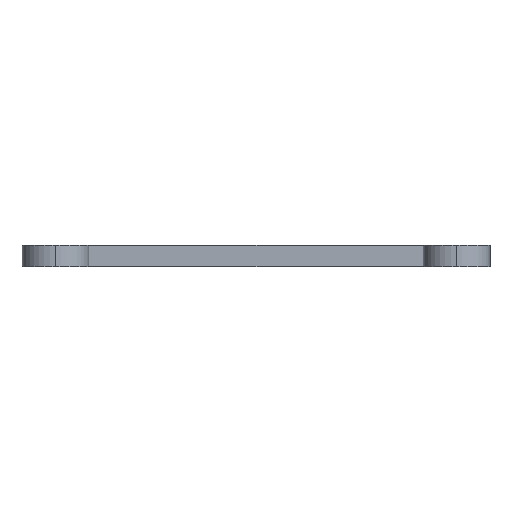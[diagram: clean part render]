
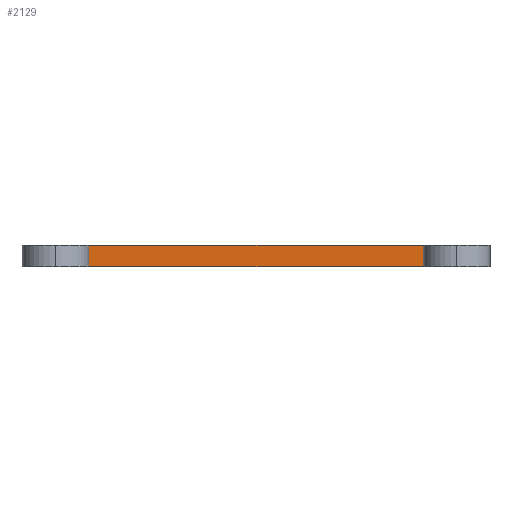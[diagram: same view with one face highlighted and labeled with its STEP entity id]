
A CAD part, front view. The second image highlights one B-rep face of the part: STEP entity #2129.
In plain terms, the highlighted planar face has unit normal (0, -1, 0).
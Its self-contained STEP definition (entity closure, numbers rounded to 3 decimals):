
#83 = PLANE('',#84);
#84 = AXIS2_PLACEMENT_3D('',#85,#86,#87);
#85 = CARTESIAN_POINT('',(148.501,-105.004,1.6));
#86 = DIRECTION('',(0.,0.,1.));
#87 = DIRECTION('',(1.,0.,-0.));
#137 = PLANE('',#138);
#138 = AXIS2_PLACEMENT_3D('',#139,#140,#141);
#139 = CARTESIAN_POINT('',(148.501,-105.004,0.));
#140 = DIRECTION('',(0.,0.,1.));
#141 = DIRECTION('',(1.,0.,-0.));
#419 = VERTEX_POINT('',#420);
#420 = CARTESIAN_POINT('',(135.801,-118.974,0.));
#434 = PLANE('',#435);
#435 = AXIS2_PLACEMENT_3D('',#436,#437,#438);
#436 = CARTESIAN_POINT('',(135.801,-121.514,0.));
#437 = DIRECTION('',(-1.,0.,0.));
#438 = DIRECTION('',(0.,1.,0.));
#446 = EDGE_CURVE('',#419,#447,#449,.T.);
#447 = VERTEX_POINT('',#448);
#448 = CARTESIAN_POINT('',(161.201,-118.974,0.));
#449 = SURFACE_CURVE('',#450,(#454,#461),.PCURVE_S1.);
#450 = LINE('',#451,#452);
#451 = CARTESIAN_POINT('',(135.801,-118.974,0.));
#452 = VECTOR('',#453,1.);
#453 = DIRECTION('',(1.,0.,0.));
#454 = PCURVE('',#137,#455);
#455 = DEFINITIONAL_REPRESENTATION('',(#456),#460);
#456 = LINE('',#457,#458);
#457 = CARTESIAN_POINT('',(-12.7,-13.97));
#458 = VECTOR('',#459,1.);
#459 = DIRECTION('',(1.,0.));
#460 = ( GEOMETRIC_REPRESENTATION_CONTEXT(2) 
PARAMETRIC_REPRESENTATION_CONTEXT() REPRESENTATION_CONTEXT('2D SPACE',''
  ) );
#461 = PCURVE('',#462,#467);
#462 = PLANE('',#463);
#463 = AXIS2_PLACEMENT_3D('',#464,#465,#466);
#464 = CARTESIAN_POINT('',(135.801,-118.974,0.));
#465 = DIRECTION('',(0.,1.,0.));
#466 = DIRECTION('',(1.,0.,0.));
#467 = DEFINITIONAL_REPRESENTATION('',(#468),#472);
#468 = LINE('',#469,#470);
#469 = CARTESIAN_POINT('',(0.,0.));
#470 = VECTOR('',#471,1.);
#471 = DIRECTION('',(1.,0.));
#472 = ( GEOMETRIC_REPRESENTATION_CONTEXT(2) 
PARAMETRIC_REPRESENTATION_CONTEXT() REPRESENTATION_CONTEXT('2D SPACE',''
  ) );
#490 = PLANE('',#491);
#491 = AXIS2_PLACEMENT_3D('',#492,#493,#494);
#492 = CARTESIAN_POINT('',(161.201,-118.974,0.));
#493 = DIRECTION('',(1.,0.,-0.));
#494 = DIRECTION('',(0.,-1.,0.));
#1234 = VERTEX_POINT('',#1235);
#1235 = CARTESIAN_POINT('',(135.801,-118.974,1.6));
#1256 = EDGE_CURVE('',#1234,#1257,#1259,.T.);
#1257 = VERTEX_POINT('',#1258);
#1258 = CARTESIAN_POINT('',(161.201,-118.974,1.6));
#1259 = SURFACE_CURVE('',#1260,(#1264,#1271),.PCURVE_S1.);
#1260 = LINE('',#1261,#1262);
#1261 = CARTESIAN_POINT('',(135.801,-118.974,1.6));
#1262 = VECTOR('',#1263,1.);
#1263 = DIRECTION('',(1.,0.,0.));
#1264 = PCURVE('',#83,#1265);
#1265 = DEFINITIONAL_REPRESENTATION('',(#1266),#1270);
#1266 = LINE('',#1267,#1268);
#1267 = CARTESIAN_POINT('',(-12.7,-13.97));
#1268 = VECTOR('',#1269,1.);
#1269 = DIRECTION('',(1.,0.));
#1270 = ( GEOMETRIC_REPRESENTATION_CONTEXT(2) 
PARAMETRIC_REPRESENTATION_CONTEXT() REPRESENTATION_CONTEXT('2D SPACE',''
  ) );
#1271 = PCURVE('',#462,#1272);
#1272 = DEFINITIONAL_REPRESENTATION('',(#1273),#1277);
#1273 = LINE('',#1274,#1275);
#1274 = CARTESIAN_POINT('',(0.,-1.6));
#1275 = VECTOR('',#1276,1.);
#1276 = DIRECTION('',(1.,0.));
#1277 = ( GEOMETRIC_REPRESENTATION_CONTEXT(2) 
PARAMETRIC_REPRESENTATION_CONTEXT() REPRESENTATION_CONTEXT('2D SPACE',''
  ) );
#2081 = EDGE_CURVE('',#419,#1234,#2082,.T.);
#2082 = SURFACE_CURVE('',#2083,(#2087,#2094),.PCURVE_S1.);
#2083 = LINE('',#2084,#2085);
#2084 = CARTESIAN_POINT('',(135.801,-118.974,0.));
#2085 = VECTOR('',#2086,1.);
#2086 = DIRECTION('',(0.,0.,1.));
#2087 = PCURVE('',#434,#2088);
#2088 = DEFINITIONAL_REPRESENTATION('',(#2089),#2093);
#2089 = LINE('',#2090,#2091);
#2090 = CARTESIAN_POINT('',(2.54,0.));
#2091 = VECTOR('',#2092,1.);
#2092 = DIRECTION('',(0.,-1.));
#2093 = ( GEOMETRIC_REPRESENTATION_CONTEXT(2) 
PARAMETRIC_REPRESENTATION_CONTEXT() REPRESENTATION_CONTEXT('2D SPACE',''
  ) );
#2094 = PCURVE('',#462,#2095);
#2095 = DEFINITIONAL_REPRESENTATION('',(#2096),#2100);
#2096 = LINE('',#2097,#2098);
#2097 = CARTESIAN_POINT('',(0.,0.));
#2098 = VECTOR('',#2099,1.);
#2099 = DIRECTION('',(0.,-1.));
#2100 = ( GEOMETRIC_REPRESENTATION_CONTEXT(2) 
PARAMETRIC_REPRESENTATION_CONTEXT() REPRESENTATION_CONTEXT('2D SPACE',''
  ) );
#2129 = ADVANCED_FACE('',(#2130),#462,.F.);
#2130 = FACE_BOUND('',#2131,.F.);
#2131 = EDGE_LOOP('',(#2132,#2133,#2134,#2155));
#2132 = ORIENTED_EDGE('',*,*,#2081,.T.);
#2133 = ORIENTED_EDGE('',*,*,#1256,.T.);
#2134 = ORIENTED_EDGE('',*,*,#2135,.F.);
#2135 = EDGE_CURVE('',#447,#1257,#2136,.T.);
#2136 = SURFACE_CURVE('',#2137,(#2141,#2148),.PCURVE_S1.);
#2137 = LINE('',#2138,#2139);
#2138 = CARTESIAN_POINT('',(161.201,-118.974,0.));
#2139 = VECTOR('',#2140,1.);
#2140 = DIRECTION('',(0.,0.,1.));
#2141 = PCURVE('',#462,#2142);
#2142 = DEFINITIONAL_REPRESENTATION('',(#2143),#2147);
#2143 = LINE('',#2144,#2145);
#2144 = CARTESIAN_POINT('',(25.4,0.));
#2145 = VECTOR('',#2146,1.);
#2146 = DIRECTION('',(0.,-1.));
#2147 = ( GEOMETRIC_REPRESENTATION_CONTEXT(2) 
PARAMETRIC_REPRESENTATION_CONTEXT() REPRESENTATION_CONTEXT('2D SPACE',''
  ) );
#2148 = PCURVE('',#490,#2149);
#2149 = DEFINITIONAL_REPRESENTATION('',(#2150),#2154);
#2150 = LINE('',#2151,#2152);
#2151 = CARTESIAN_POINT('',(0.,0.));
#2152 = VECTOR('',#2153,1.);
#2153 = DIRECTION('',(0.,-1.));
#2154 = ( GEOMETRIC_REPRESENTATION_CONTEXT(2) 
PARAMETRIC_REPRESENTATION_CONTEXT() REPRESENTATION_CONTEXT('2D SPACE',''
  ) );
#2155 = ORIENTED_EDGE('',*,*,#446,.F.);
